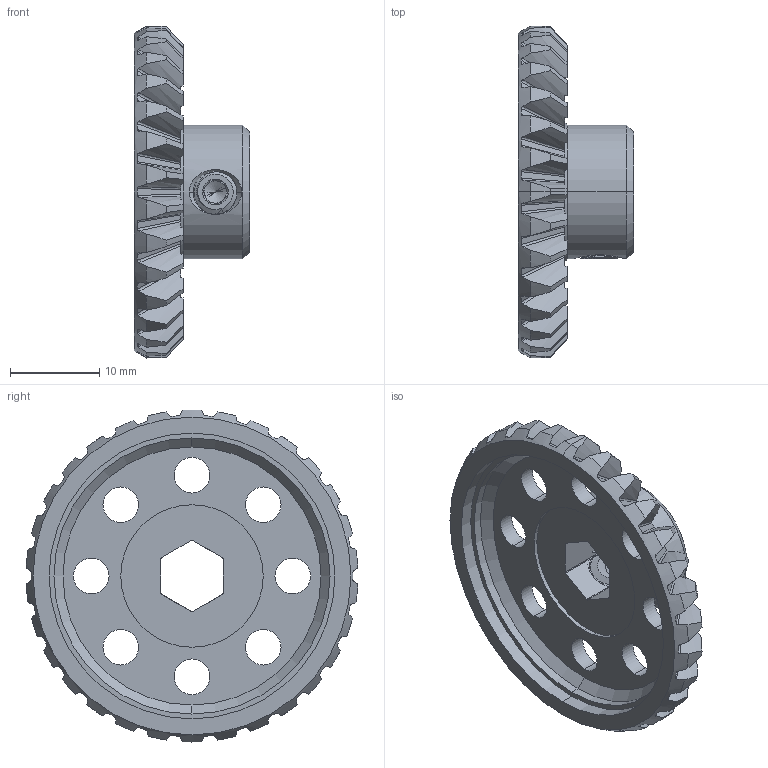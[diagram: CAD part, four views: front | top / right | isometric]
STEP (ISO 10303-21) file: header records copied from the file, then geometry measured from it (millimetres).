
FILE_DESCRIPTION (( 'STEP AP203' ), '1' );
FILE_NAME ('2315-4008-0030 assembly.STEP', '2020-10-14T14:49:00', ( '' ), ( '' ), 'SwSTEP 2.0', 'SolidWorks 2016', '' );
FILE_SCHEMA (( 'CONFIG_CONTROL_DESIGN' ));
Length unit declared in the file: millimetre
Products named in the file (3): 2315-4008-0030; 2806-0005-0004_91390A117; 2315-4008-0030 assembly
Assembly tree (3 placements, depth 2):
  2315-4008-0030 assembly
    2315-4008-0030
    2806-0005-0004_91390A117  x2
Bounding box: 13 x 37.24 x 37.28 mm (x, y, z)
Volume: 2912.7 mm3; surface area: 4059 mm2
Topology: 3 solids, 3 shells, 468 faces, 1326 edges, 862 vertices
Faces by surface type: bspline 166, cylinder 157, cone 75, plane 70
Entity records: 25900 total; most frequent: CARTESIAN_POINT 16235, ORIENTED_EDGE 2456, DIRECTION 1330, EDGE_CURVE 1228, VERTEX_POINT 809, B_SPLINE_CURVE_WITH_KNOTS 591, AXIS2_PLACEMENT_3D 533, EDGE_LOOP 455
